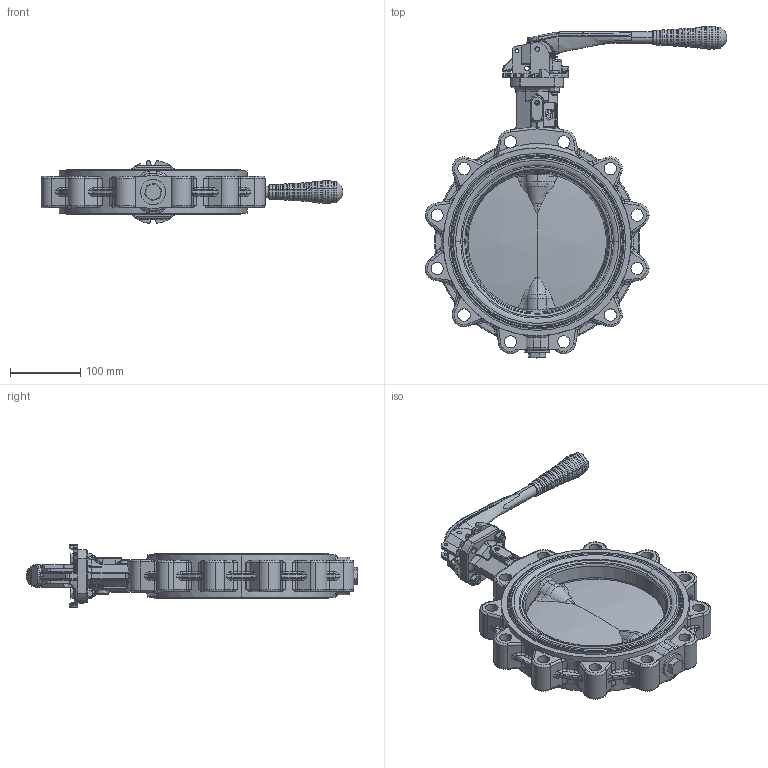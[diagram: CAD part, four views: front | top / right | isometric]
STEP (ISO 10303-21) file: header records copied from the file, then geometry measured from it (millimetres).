
FILE_DESCRIPTION (( 'STEP AP203' ), '1' );
FILE_NAME ('AK02_DN200-PN16_Handhebel.STEP', '2022-10-07T08:40:29', ( '' ), ( '' ), 'SwSTEP 2.0', 'SolidWorks 2021', '' );
FILE_SCHEMA (( 'CONFIG_CONTROL_DESIGN' ));
Length unit declared in the file: metre
Products named in the file (15): P125KOMPLET_1_6; P125KOMPLET_1_11; P125KOMPLET_1_9; P125KOMPLET_1_2; P125KOMPLET_1_12; P125KOMPLET_1_3; AK02_DN200-PN16_Handhebel; AK01_Handhebel DN150-bis-DN200; P125KOMPLET_1_7; P125KOMPLET_1_4; AK02_DN200-PN16_OH; P125KOMPLET_1_8; P125KOMPLET_1; P125KOMPLET_1_10; P125KOMPLET_1_5
Assembly tree (14 placements, depth 3):
  AK02_DN200-PN16_Handhebel
    AK02_DN200-PN16_OH
    AK01_Handhebel DN150-bis-DN200
      P125KOMPLET_1_11
      P125KOMPLET_1_2
      P125KOMPLET_1_10
      P125KOMPLET_1
      P125KOMPLET_1_8
      P125KOMPLET_1_12
      P125KOMPLET_1_7
      P125KOMPLET_1_4
      P125KOMPLET_1_3
      P125KOMPLET_1_9
      P125KOMPLET_1_5
      P125KOMPLET_1_6
Bounding box: 429.77 x 473.25 x 89.18 mm (x, y, z)
Volume: 2864430.4 mm3; surface area: 392839.6 mm2
Topology: 15 solids, 17 shells, 2105 faces, 5263 edges, 3155 vertices
Faces by surface type: cylinder 578, plane 484, bspline 462, torus 431, cone 127, sphere 23
Entity records: 100949 total; most frequent: CARTESIAN_POINT 52563, ORIENTED_EDGE 10346, DIRECTION 9149, EDGE_CURVE 5173, AXIS2_PLACEMENT_3D 3685, VERTEX_POINT 3153, EDGE_LOOP 2226, ADVANCED_FACE 2105
